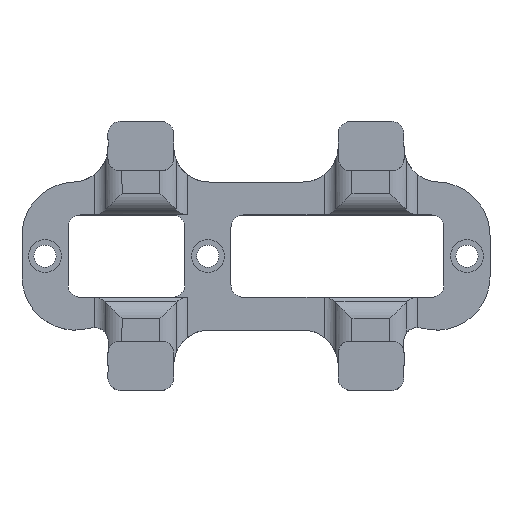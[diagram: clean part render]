
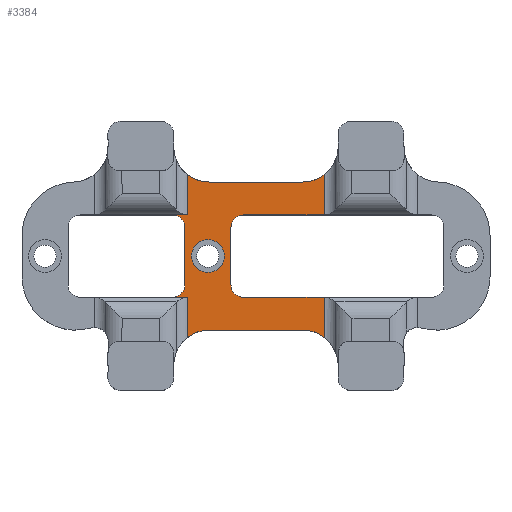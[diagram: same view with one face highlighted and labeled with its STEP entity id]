
A CAD part, top view. The second image highlights one B-rep face of the part: STEP entity #3384.
In plain terms, the highlighted planar face has unit normal (0, 0, 1).
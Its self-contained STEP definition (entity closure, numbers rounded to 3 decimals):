
#146=FACE_BOUND('',#545,.T.);
#194=PLANE('',#3682);
#345=FACE_OUTER_BOUND('',#544,.T.);
#544=EDGE_LOOP('',(#2756,#2757,#2758,#2759,#2760,#2761,#2762,#2763,#2764,
#2765,#2766,#2767,#2768,#2769,#2770,#2771,#2772,#2773,#2774,#2775));
#545=EDGE_LOOP('',(#2776));
#681=LINE('',#4967,#1016);
#699=LINE('',#5015,#1034);
#703=LINE('',#5027,#1038);
#711=LINE('',#5045,#1046);
#770=LINE('',#5208,#1105);
#854=LINE('',#5575,#1189);
#855=LINE('',#5577,#1190);
#856=LINE('',#5580,#1191);
#857=LINE('',#5600,#1192);
#858=LINE('',#5603,#1193);
#859=LINE('',#5604,#1194);
#860=LINE('',#5605,#1195);
#1016=VECTOR('',#3953,10.);
#1034=VECTOR('',#4003,10.);
#1038=VECTOR('',#4017,10.);
#1046=VECTOR('',#4033,10.);
#1105=VECTOR('',#4216,10.);
#1189=VECTOR('',#4408,10.);
#1190=VECTOR('',#4411,10.);
#1191=VECTOR('',#4414,10.);
#1192=VECTOR('',#4417,10.);
#1193=VECTOR('',#4420,10.);
#1194=VECTOR('',#4421,10.);
#1195=VECTOR('',#4422,10.);
#1354=CIRCLE('',#3551,2.);
#1355=CIRCLE('',#3553,1.5);
#1356=CIRCLE('',#3556,1.5);
#1357=CIRCLE('',#3558,1.5);
#1358=CIRCLE('',#3561,1.5);
#1381=CIRCLE('',#3627,4.32);
#1390=CIRCLE('',#3652,4.32);
#1395=CIRCLE('',#3666,4.32);
#1398=CIRCLE('',#3683,4.32);
#1489=VERTEX_POINT('',#4964);
#1490=VERTEX_POINT('',#4966);
#1501=VERTEX_POINT('',#5003);
#1502=VERTEX_POINT('',#5007);
#1503=VERTEX_POINT('',#5009);
#1504=VERTEX_POINT('',#5013);
#1505=VERTEX_POINT('',#5017);
#1506=VERTEX_POINT('',#5021);
#1507=VERTEX_POINT('',#5025);
#1508=VERTEX_POINT('',#5029);
#1513=VERTEX_POINT('',#5043);
#1554=VERTEX_POINT('',#5205);
#1555=VERTEX_POINT('',#5207);
#1558=VERTEX_POINT('',#5222);
#1600=VERTEX_POINT('',#5377);
#1601=VERTEX_POINT('',#5379);
#1632=VERTEX_POINT('',#5496);
#1633=VERTEX_POINT('',#5505);
#1647=VERTEX_POINT('',#5579);
#1649=VERTEX_POINT('',#5599);
#1650=VERTEX_POINT('',#5602);
#1813=EDGE_CURVE('',#1490,#1489,#681,.T.);
#1831=EDGE_CURVE('',#1501,#1501,#1354,.T.);
#1834=EDGE_CURVE('',#1502,#1503,#1355,.T.);
#1837=EDGE_CURVE('',#1502,#1504,#699,.T.);
#1839=EDGE_CURVE('',#1504,#1505,#1356,.F.);
#1841=EDGE_CURVE('',#1506,#1489,#1357,.T.);
#1843=EDGE_CURVE('',#1506,#1507,#703,.T.);
#1845=EDGE_CURVE('',#1508,#1507,#1358,.T.);
#1852=EDGE_CURVE('',#1508,#1513,#711,.T.);
#1933=EDGE_CURVE('',#1555,#1554,#770,.T.);
#1938=EDGE_CURVE('',#1558,#1554,#1381,.T.);
#1996=EDGE_CURVE('',#1601,#1600,#1390,.F.);
#2037=EDGE_CURVE('',#1632,#1633,#1395,.T.);
#2059=EDGE_CURVE('',#1490,#1632,#854,.T.);
#2060=EDGE_CURVE('',#1633,#1600,#855,.T.);
#2061=EDGE_CURVE('',#1601,#1647,#856,.T.);
#2064=EDGE_CURVE('',#1649,#1513,#857,.T.);
#2065=EDGE_CURVE('',#1649,#1555,#1398,.F.);
#2066=EDGE_CURVE('',#1650,#1558,#858,.T.);
#2067=EDGE_CURVE('',#1503,#1650,#859,.T.);
#2068=EDGE_CURVE('',#1647,#1505,#860,.T.);
#2756=ORIENTED_EDGE('',*,*,#2061,.F.);
#2757=ORIENTED_EDGE('',*,*,#1996,.T.);
#2758=ORIENTED_EDGE('',*,*,#2060,.F.);
#2759=ORIENTED_EDGE('',*,*,#2037,.F.);
#2760=ORIENTED_EDGE('',*,*,#2059,.F.);
#2761=ORIENTED_EDGE('',*,*,#1813,.T.);
#2762=ORIENTED_EDGE('',*,*,#1841,.F.);
#2763=ORIENTED_EDGE('',*,*,#1843,.T.);
#2764=ORIENTED_EDGE('',*,*,#1845,.F.);
#2765=ORIENTED_EDGE('',*,*,#1852,.T.);
#2766=ORIENTED_EDGE('',*,*,#2064,.F.);
#2767=ORIENTED_EDGE('',*,*,#2065,.T.);
#2768=ORIENTED_EDGE('',*,*,#1933,.T.);
#2769=ORIENTED_EDGE('',*,*,#1938,.F.);
#2770=ORIENTED_EDGE('',*,*,#2066,.F.);
#2771=ORIENTED_EDGE('',*,*,#2067,.F.);
#2772=ORIENTED_EDGE('',*,*,#1834,.F.);
#2773=ORIENTED_EDGE('',*,*,#1837,.T.);
#2774=ORIENTED_EDGE('',*,*,#1839,.T.);
#2775=ORIENTED_EDGE('',*,*,#2068,.F.);
#2776=ORIENTED_EDGE('',*,*,#1831,.T.);
#3384=ADVANCED_FACE('',(#345,#146),#194,.F.);
#3551=AXIS2_PLACEMENT_3D('',#5004,#3991,#3992);
#3553=AXIS2_PLACEMENT_3D('',#5010,#3997,#3998);
#3556=AXIS2_PLACEMENT_3D('',#5019,#4007,#4008);
#3558=AXIS2_PLACEMENT_3D('',#5023,#4012,#4013);
#3561=AXIS2_PLACEMENT_3D('',#5031,#4021,#4022);
#3627=AXIS2_PLACEMENT_3D('',#5231,#4221,#4222);
#3652=AXIS2_PLACEMENT_3D('',#5380,#4315,#4316);
#3666=AXIS2_PLACEMENT_3D('',#5506,#4370,#4371);
#3682=AXIS2_PLACEMENT_3D('',#5598,#4415,#4416);
#3683=AXIS2_PLACEMENT_3D('',#5601,#4418,#4419);
#3953=DIRECTION('',(-1.,0.,0.));
#3991=DIRECTION('center_axis',(0.,0.,
-1.));
#3992=DIRECTION('ref_axis',(1.,0.,0.));
#3997=DIRECTION('center_axis',(0.,0.,
1.));
#3998=DIRECTION('ref_axis',(0.707,0.707,0.));
#4003=DIRECTION('',(0.,-1.,0.));
#4007=DIRECTION('center_axis',(0.,0.,
1.));
#4008=DIRECTION('ref_axis',(0.707,-0.707,0.));
#4012=DIRECTION('center_axis',(0.,0.,
1.));
#4013=DIRECTION('ref_axis',(-0.707,-0.707,0.));
#4017=DIRECTION('',(0.,1.,0.));
#4021=DIRECTION('center_axis',(0.,0.,
1.));
#4022=DIRECTION('ref_axis',(-0.707,0.707,0.));
#4033=DIRECTION('',(1.,0.,0.));
#4216=DIRECTION('',(-1.,0.,0.));
#4221=DIRECTION('center_axis',(0.,0.,
1.));
#4222=DIRECTION('ref_axis',(-0.707,-0.707,0.));
#4315=DIRECTION('center_axis',(0.,0.,
1.));
#4316=DIRECTION('ref_axis',(-0.707,0.707,0.));
#4370=DIRECTION('center_axis',(0.,0.,
1.));
#4371=DIRECTION('ref_axis',(0.707,0.707,0.));
#4408=DIRECTION('',(0.,-1.,0.));
#4411=DIRECTION('',(-1.,0.,0.));
#4414=DIRECTION('',(0.,1.,0.));
#4415=DIRECTION('center_axis',(0.,0.,
-1.));
#4416=DIRECTION('ref_axis',(1.,0.,0.));
#4417=DIRECTION('',(0.,-1.,0.));
#4418=DIRECTION('center_axis',(0.,0.,
1.));
#4419=DIRECTION('ref_axis',(0.707,-0.707,0.));
#4420=DIRECTION('',(0.,1.,0.));
#4421=DIRECTION('',(1.,0.,0.));
#4422=DIRECTION('',(-1.,0.,0.));
#4964=CARTESIAN_POINT('',(-1.55,-3.5,3.));
#4966=CARTESIAN_POINT('',(8.293,-3.5,3.));
#4967=CARTESIAN_POINT('',(21.35,-3.5,3.));
#5003=CARTESIAN_POINT('',(-7.85,1.5,3.));
#5004=CARTESIAN_POINT('Origin',(-5.85,1.5,3.));
#5007=CARTESIAN_POINT('',(-8.65,5.,3.));
#5009=CARTESIAN_POINT('',(-10.15,6.5,3.));
#5010=CARTESIAN_POINT('Origin',(-10.15,5.,3.));
#5013=CARTESIAN_POINT('',(-8.65,-2.,3.));
#5015=CARTESIAN_POINT('',(-8.65,-5.314,3.));
#5017=CARTESIAN_POINT('',(-10.15,-3.5,3.));
#5019=CARTESIAN_POINT('Origin',(-10.15,-2.,3.));
#5021=CARTESIAN_POINT('',(-3.05,-2.,3.));
#5023=CARTESIAN_POINT('Origin',(-1.55,-2.,3.));
#5025=CARTESIAN_POINT('',(-3.05,5.,3.));
#5027=CARTESIAN_POINT('',(-3.05,8.314,3.));
#5029=CARTESIAN_POINT('',(-1.55,6.5,3.));
#5031=CARTESIAN_POINT('Origin',(-1.55,5.,3.));
#5043=CARTESIAN_POINT('',(8.293,6.5,3.));
#5045=CARTESIAN_POINT('',(-21.35,6.5,3.));
#5205=CARTESIAN_POINT('',(-5.687,10.5,3.));
#5207=CARTESIAN_POINT('',(5.673,10.5,3.));
#5208=CARTESIAN_POINT('',(20.499,10.5,3.));
#5222=CARTESIAN_POINT('',(-8.307,11.385,3.));
#5231=CARTESIAN_POINT('Origin',(-5.687,14.82,3.));
#5377=CARTESIAN_POINT('',(-5.687,-7.5,3.));
#5379=CARTESIAN_POINT('',(-8.307,-8.385,3.));
#5380=CARTESIAN_POINT('Origin',(-5.687,-11.82,3.));
#5496=CARTESIAN_POINT('',(8.293,-8.385,3.));
#5505=CARTESIAN_POINT('',(5.673,-7.5,3.));
#5506=CARTESIAN_POINT('Origin',(5.673,-11.82,3.));
#5575=CARTESIAN_POINT('',(8.293,-8.017,3.));
#5577=CARTESIAN_POINT('',(-21.066,-7.5,3.));
#5579=CARTESIAN_POINT('',(-8.307,-3.5,3.));
#5580=CARTESIAN_POINT('',(-8.307,-10.192,3.));
#5598=CARTESIAN_POINT('Origin',(-21.632,-8.538,3.));
#5599=CARTESIAN_POINT('',(8.293,11.385,3.));
#5600=CARTESIAN_POINT('',(8.293,3.156,3.));
#5601=CARTESIAN_POINT('Origin',(5.673,14.82,3.));
#5602=CARTESIAN_POINT('',(-8.307,6.5,3.));
#5603=CARTESIAN_POINT('',(-8.307,0.981,3.));
#5604=CARTESIAN_POINT('',(-21.35,6.5,3.));
#5605=CARTESIAN_POINT('',(21.35,-3.5,3.));
